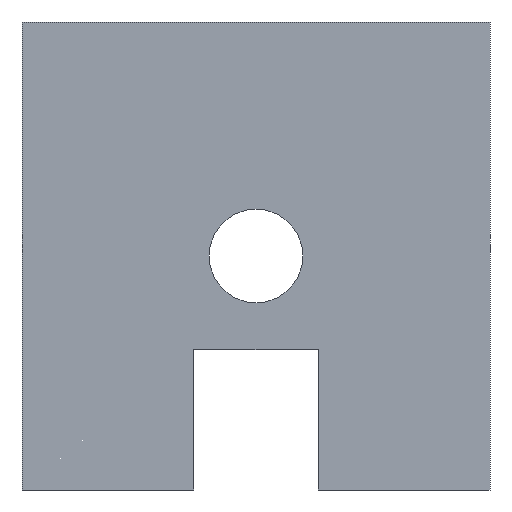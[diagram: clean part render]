
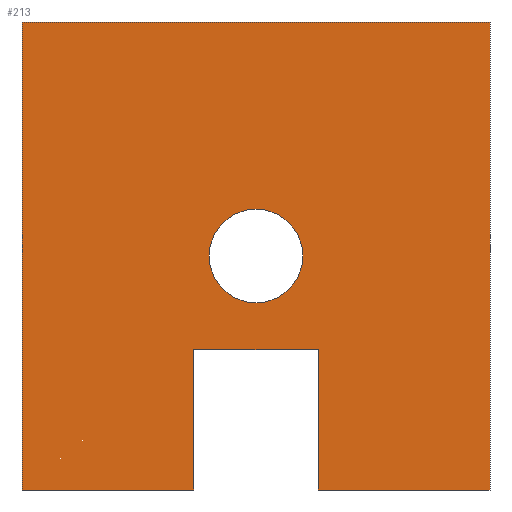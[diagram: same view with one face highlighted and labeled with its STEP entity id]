
A CAD part, front view. The second image highlights one B-rep face of the part: STEP entity #213.
In plain terms, the highlighted planar face has unit normal (0, -1, 0).
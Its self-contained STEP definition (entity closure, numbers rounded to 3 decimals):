
#16=FACE_BOUND('',#50,.T.);
#26=PLANE('',#240);
#37=FACE_OUTER_BOUND('',#49,.T.);
#49=EDGE_LOOP('',(#193,#194,#195,#196,#197,#198,#199,#200));
#50=EDGE_LOOP('',(#201));
#52=LINE('',#304,#77);
#56=LINE('',#312,#81);
#59=LINE('',#318,#84);
#62=LINE('',#324,#87);
#65=LINE('',#330,#90);
#68=LINE('',#336,#93);
#71=LINE('',#342,#96);
#74=LINE('',#347,#99);
#77=VECTOR('',#252,10.);
#81=VECTOR('',#258,10.);
#84=VECTOR('',#263,10.);
#87=VECTOR('',#268,10.);
#90=VECTOR('',#273,10.);
#93=VECTOR('',#278,10.);
#96=VECTOR('',#283,10.);
#99=VECTOR('',#288,10.);
#102=CIRCLE('',#230,3.);
#104=VERTEX_POINT('',#298);
#105=VERTEX_POINT('',#302);
#106=VERTEX_POINT('',#303);
#109=VERTEX_POINT('',#311);
#111=VERTEX_POINT('',#317);
#113=VERTEX_POINT('',#323);
#115=VERTEX_POINT('',#329);
#117=VERTEX_POINT('',#335);
#119=VERTEX_POINT('',#341);
#123=EDGE_CURVE('',#104,#104,#102,.T.);
#124=EDGE_CURVE('',#105,#106,#52,.T.);
#128=EDGE_CURVE('',#106,#109,#56,.T.);
#131=EDGE_CURVE('',#111,#109,#59,.T.);
#134=EDGE_CURVE('',#113,#111,#62,.T.);
#137=EDGE_CURVE('',#115,#113,#65,.T.);
#140=EDGE_CURVE('',#117,#115,#68,.T.);
#143=EDGE_CURVE('',#119,#117,#71,.T.);
#146=EDGE_CURVE('',#119,#105,#74,.T.);
#193=ORIENTED_EDGE('',*,*,#146,.T.);
#194=ORIENTED_EDGE('',*,*,#124,.T.);
#195=ORIENTED_EDGE('',*,*,#128,.T.);
#196=ORIENTED_EDGE('',*,*,#131,.F.);
#197=ORIENTED_EDGE('',*,*,#134,.F.);
#198=ORIENTED_EDGE('',*,*,#137,.F.);
#199=ORIENTED_EDGE('',*,*,#140,.F.);
#200=ORIENTED_EDGE('',*,*,#143,.F.);
#201=ORIENTED_EDGE('',*,*,#123,.F.);
#213=ADVANCED_FACE('',(#37,#16),#26,.F.);
#230=AXIS2_PLACEMENT_3D('',#300,#248,#249);
#240=AXIS2_PLACEMENT_3D('',#350,#292,#293);
#248=DIRECTION('center_axis',(0.,-1.,0.));
#249=DIRECTION('ref_axis',(1.,0.,0.));
#252=DIRECTION('',(1.,0.,0.));
#258=DIRECTION('',(0.,0.,-1.));
#263=DIRECTION('',(-1.,0.,0.));
#268=DIRECTION('',(0.,0.,-1.));
#273=DIRECTION('',(1.,0.,0.));
#278=DIRECTION('',(0.,0.,1.));
#283=DIRECTION('',(-1.,0.,0.));
#288=DIRECTION('',(0.,0.,1.));
#292=DIRECTION('center_axis',(0.,1.,0.));
#293=DIRECTION('ref_axis',(1.,0.,0.));
#298=CARTESIAN_POINT('',(12.,0.,-15.));
#300=CARTESIAN_POINT('Origin',(15.,0.,-15.));
#302=CARTESIAN_POINT('',(11.,0.,-21.));
#303=CARTESIAN_POINT('',(19.,0.,-21.));
#304=CARTESIAN_POINT('',(11.,0.,-21.));
#311=CARTESIAN_POINT('',(19.,0.,-30.));
#312=CARTESIAN_POINT('',(19.,0.,-21.));
#317=CARTESIAN_POINT('',(30.,0.,-30.));
#318=CARTESIAN_POINT('',(30.,0.,-30.));
#323=CARTESIAN_POINT('',(30.,0.,0.));
#324=CARTESIAN_POINT('',(30.,0.,0.));
#329=CARTESIAN_POINT('',(0.,0.,0.));
#330=CARTESIAN_POINT('',(0.,0.,0.));
#335=CARTESIAN_POINT('',(0.,0.,-30.));
#336=CARTESIAN_POINT('',(0.,0.,-30.));
#341=CARTESIAN_POINT('',(11.,0.,-30.));
#342=CARTESIAN_POINT('',(11.,0.,-30.));
#347=CARTESIAN_POINT('',(11.,0.,-30.));
#350=CARTESIAN_POINT('Origin',(15.,0.,-15.));
